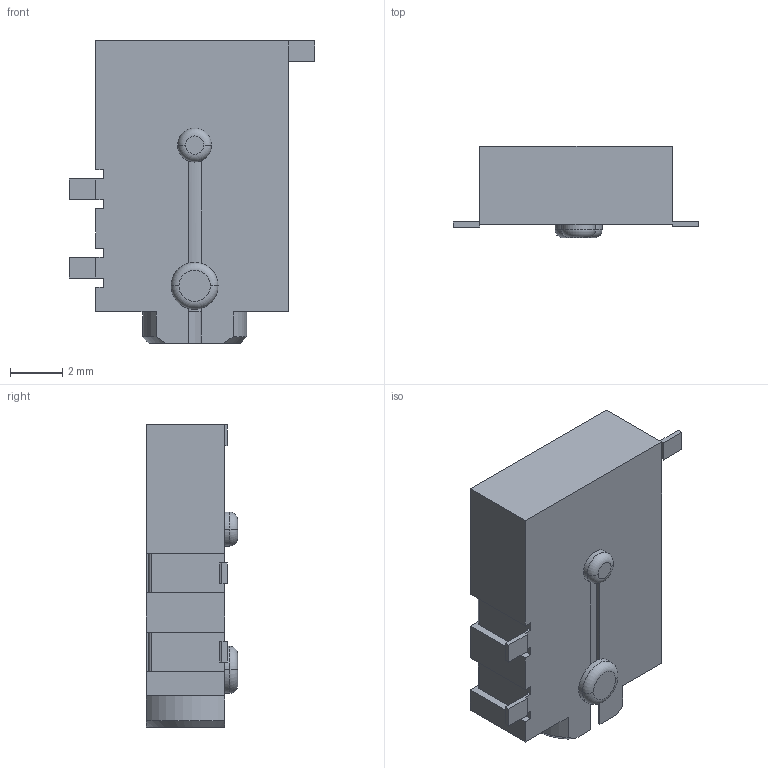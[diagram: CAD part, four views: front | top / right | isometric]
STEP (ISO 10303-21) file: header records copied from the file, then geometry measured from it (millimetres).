
FILE_DESCRIPTION (( 'STEP AP214' ), '1' );
FILE_NAME ('CUI_DEVICES_SJ1-2533-SMT-TR.step', '2020-10-28T11:47:27', ( '' ), ( '' ), 'SwSTEP 2.0', 'SolidWorks 2020', '' );
FILE_SCHEMA (( 'AUTOMOTIVE_DESIGN' ));
Length unit declared in the file: inch
Products named in the file (1): CUI_DEVICES_SJ1-2533-SMT-TR
Bounding box: 9.4 x 3.5 x 11.6 mm (x, y, z)
Volume: 235.7 mm3; surface area: 300 mm2
Topology: 1 solids, 1 shells, 65 faces, 185 edges, 120 vertices
Faces by surface type: plane 43, cylinder 15, torus 4, cone 3
Entity records: 2935 total; most frequent: CARTESIAN_POINT 388, ORIENTED_EDGE 370, DIRECTION 357, EDGE_CURVE 185, LINE 135, VECTOR 135, VERTEX_POINT 120, AXIS2_PLACEMENT_3D 111
